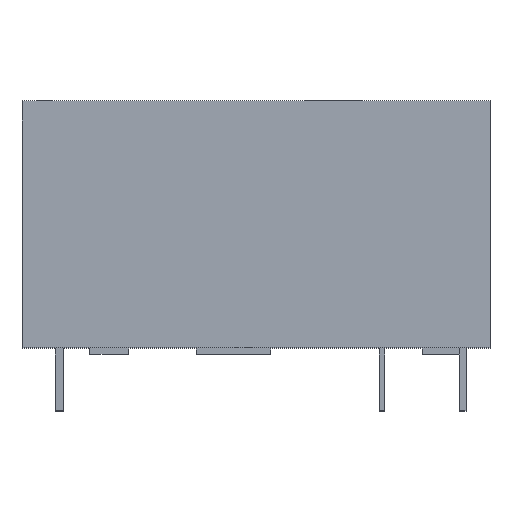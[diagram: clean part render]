
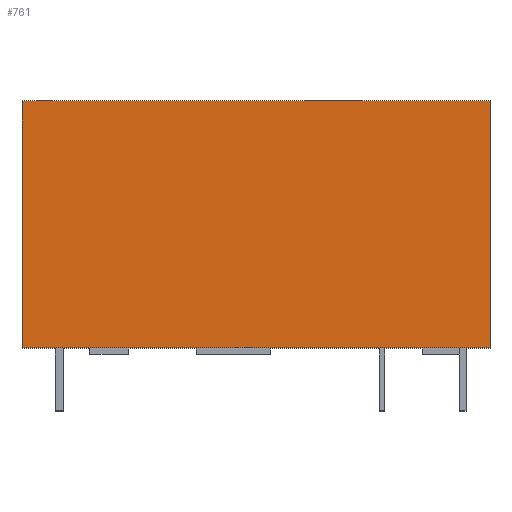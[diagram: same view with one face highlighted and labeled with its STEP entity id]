
A CAD part, top view. The second image highlights one B-rep face of the part: STEP entity #761.
In plain terms, the highlighted planar face has unit normal (0, 0, 1).
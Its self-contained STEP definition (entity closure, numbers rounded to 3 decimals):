
#101 = LINE ( 'NONE', #102, #103 ) ;
#102 = CARTESIAN_POINT ( 'NONE',  ( -2.3, 15.7, 2.6 ) ) ;
#103 = VECTOR ( 'NONE', #104, 1000. ) ;
#104 = DIRECTION ( 'NONE',  ( 1., 0., 0. ) ) ;
#109 = ORIENTED_EDGE ( 'NONE', *, *, #1974, .F. ) ;
#121 = CARTESIAN_POINT ( 'NONE',  ( 26.7, 15.7, 2.6 ) ) ;
#307 = LINE ( 'NONE', #308, #309 ) ;
#308 = CARTESIAN_POINT ( 'NONE',  ( 26.7, 15.7, 2.6 ) ) ;
#309 = VECTOR ( 'NONE', #310, 1000. ) ;
#310 = DIRECTION ( 'NONE',  ( 0., -1., 0. ) ) ;
#400 = ORIENTED_EDGE ( 'NONE', *, *, #744, .T. ) ;
#569 = EDGE_CURVE ( 'NONE', #572, #692, #1541, .T. ) ;
#572 = VERTEX_POINT ( 'NONE', #1559 ) ;
#692 = VERTEX_POINT ( 'NONE', #1117 ) ;
#712 = VERTEX_POINT ( 'NONE', #1177 ) ;
#744 = EDGE_CURVE ( 'NONE', #692, #712, #1333, .T. ) ;
#761 = ADVANCED_FACE ( 'NONE', ( #1385 ), #1386, .F. ) ;
#971 = ORIENTED_EDGE ( 'NONE', *, *, #2002, .F. ) ;
#1117 = CARTESIAN_POINT ( 'NONE',  ( -2.3, 0.4, 2.6 ) ) ;
#1177 = CARTESIAN_POINT ( 'NONE',  ( 26.7, 0.4, 2.6 ) ) ;
#1182 = EDGE_LOOP ( 'NONE', ( #400, #971, #109, #1885 ) ) ;
#1333 = LINE ( 'NONE', #1334, #1335 ) ;
#1334 = CARTESIAN_POINT ( 'NONE',  ( -2.3, 0.4, 2.6 ) ) ;
#1335 = VECTOR ( 'NONE', #1336, 1000. ) ;
#1336 = DIRECTION ( 'NONE',  ( 1., 0., 0. ) ) ;
#1385 = FACE_OUTER_BOUND ( 'NONE', #1182, .T. ) ;
#1386 = PLANE ( 'NONE',  #1387 ) ;
#1387 = AXIS2_PLACEMENT_3D ( 'NONE', #1388, #1389, #1390 ) ;
#1388 = CARTESIAN_POINT ( 'NONE',  ( -2.3, 15.7, 2.6 ) ) ;
#1389 = DIRECTION ( 'NONE',  ( 0., 0., -1. ) ) ;
#1390 = DIRECTION ( 'NONE',  ( -1., 0., 0. ) ) ;
#1489 = VERTEX_POINT ( 'NONE', #121 ) ;
#1541 = LINE ( 'NONE', #1542, #1543 ) ;
#1542 = CARTESIAN_POINT ( 'NONE',  ( -2.3, 15.7, 2.6 ) ) ;
#1543 = VECTOR ( 'NONE', #1544, 1000. ) ;
#1544 = DIRECTION ( 'NONE',  ( 0., -1., 0. ) ) ;
#1559 = CARTESIAN_POINT ( 'NONE',  ( -2.3, 15.7, 2.6 ) ) ;
#1885 = ORIENTED_EDGE ( 'NONE', *, *, #569, .T. ) ;
#1974 = EDGE_CURVE ( 'NONE', #572, #1489, #101, .T. ) ;
#2002 = EDGE_CURVE ( 'NONE', #1489, #712, #307, .T. ) ;
